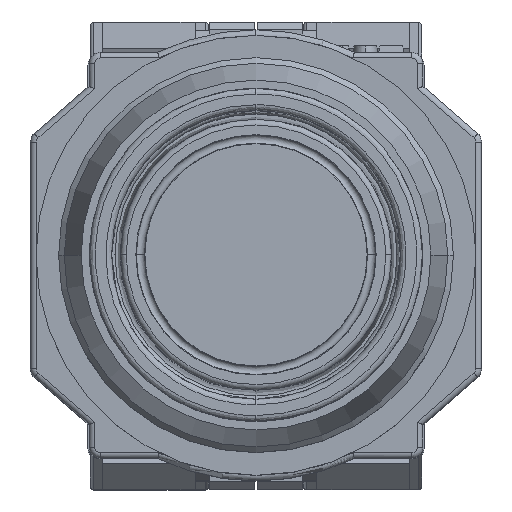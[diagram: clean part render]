
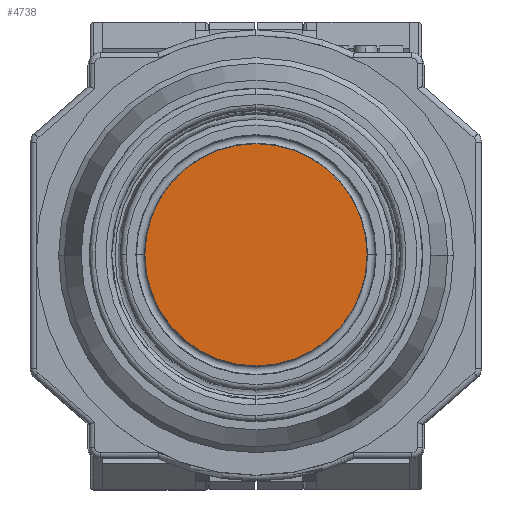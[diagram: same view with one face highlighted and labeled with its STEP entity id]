
A CAD part, top view. The second image highlights one B-rep face of the part: STEP entity #4738.
In plain terms, the highlighted planar face has unit normal (0, 0, 1).
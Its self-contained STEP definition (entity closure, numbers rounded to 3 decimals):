
#1283 = ORIENTED_EDGE ( 'NONE', *, *, #12817, .F. ) ;
#1319 = DIRECTION ( 'NONE',  ( -1., 0., 0. ) ) ;
#4040 = DIRECTION ( 'NONE',  ( -1., 0., 0. ) ) ;
#4061 = DIRECTION ( 'NONE',  ( 0., 0., -1. ) ) ;
#4286 = EDGE_CURVE ( 'NONE', #8072, #17432, #17376, .T. ) ;
#4738 = ADVANCED_FACE ( 'NONE', ( #11860 ), #12375, .F. ) ;
#5477 = ORIENTED_EDGE ( 'NONE', *, *, #4286, .F. ) ;
#6541 = CIRCLE ( 'NONE', #17866, 9.85 ) ;
#6829 = DIRECTION ( 'NONE',  ( 0., 0., -1. ) ) ;
#6854 = CARTESIAN_POINT ( 'NONE',  ( 0., 0., 48.1 ) ) ;
#8072 = VERTEX_POINT ( 'NONE', #12781 ) ;
#9624 = CARTESIAN_POINT ( 'NONE',  ( 0., 12., 48.1 ) ) ;
#11860 = FACE_OUTER_BOUND ( 'NONE', #18069, .T. ) ;
#12375 = PLANE ( 'NONE',  #13248 ) ;
#12781 = CARTESIAN_POINT ( 'NONE',  ( 9.85, 0., 48.1 ) ) ;
#12817 = EDGE_CURVE ( 'NONE', #17432, #8072, #6541, .T. ) ;
#13248 = AXIS2_PLACEMENT_3D ( 'NONE', #9624, #6829, #4040 ) ;
#15720 = DIRECTION ( 'NONE',  ( -1., 0., 0. ) ) ;
#16887 = CARTESIAN_POINT ( 'NONE',  ( -9.85, 0., 48.1 ) ) ;
#17376 = CIRCLE ( 'NONE', #19818, 9.85 ) ;
#17432 = VERTEX_POINT ( 'NONE', #16887 ) ;
#17866 = AXIS2_PLACEMENT_3D ( 'NONE', #23952, #18435, #15720 ) ;
#18069 = EDGE_LOOP ( 'NONE', ( #1283, #5477 ) ) ;
#18435 = DIRECTION ( 'NONE',  ( 0., 0., -1. ) ) ;
#19818 = AXIS2_PLACEMENT_3D ( 'NONE', #6854, #4061, #1319 ) ;
#23952 = CARTESIAN_POINT ( 'NONE',  ( 0., 0., 48.1 ) ) ;
